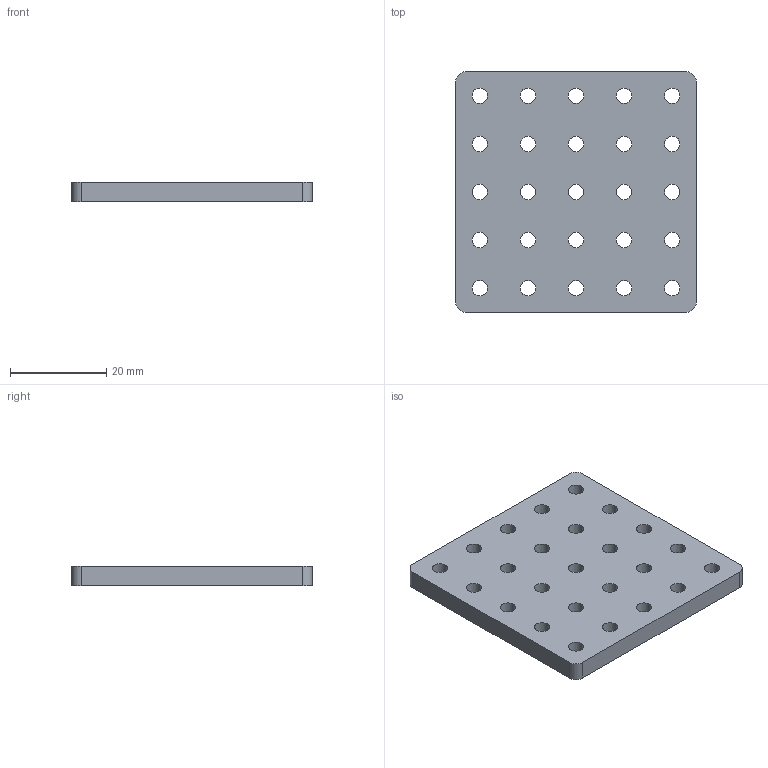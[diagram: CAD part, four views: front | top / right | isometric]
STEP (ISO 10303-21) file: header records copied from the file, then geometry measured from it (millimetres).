
FILE_DESCRIPTION (( 'STEP AP214' ), '1' );
FILE_NAME ('Transparent board 50x50.STEP', '2022-02-11T14:16:33', ( '' ), ( '' ), 'SwSTEP 2.0', 'SolidWorks 2016', '' );
FILE_SCHEMA (( 'AUTOMOTIVE_DESIGN' ));
Length unit declared in the file: millimetre
Products named in the file (2): Transparent board 50x50
Bounding box: 50 x 50 x 4 mm (x, y, z)
Volume: 9182 mm3; surface area: 6382.6 mm2
Topology: 1 solids, 1 shells, 60 faces, 174 edges, 116 vertices
Faces by surface type: cylinder 54, plane 6
Entity records: 2195 total; most frequent: DIRECTION 406, CARTESIAN_POINT 352, ORIENTED_EDGE 348, EDGE_CURVE 174, AXIS2_PLACEMENT_3D 170, VERTEX_POINT 116, EDGE_LOOP 110, CIRCLE 108
